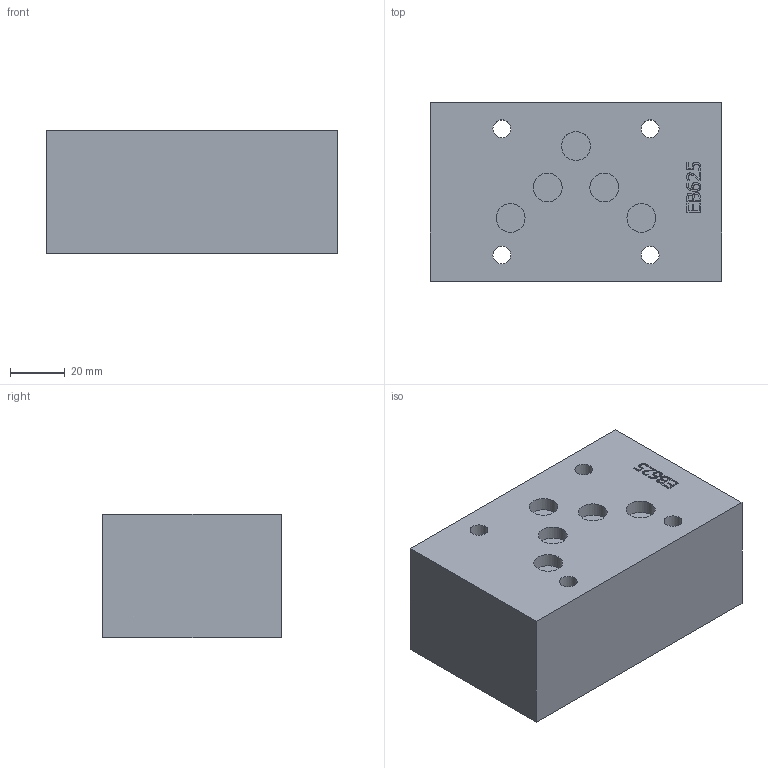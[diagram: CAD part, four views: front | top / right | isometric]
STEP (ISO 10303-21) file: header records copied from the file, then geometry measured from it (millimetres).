
FILE_DESCRIPTION(/* description */ (''),/* implementation_level */ '2;1');
FILE_NAME(/* name */ 'eb625.stp',/* time_stamp */ '2016-05-10T15:37:05+02:00',/* author */ ('Lemoine2'),/* organization */ (''),/* preprocessor_version */ 'ST-DEVELOPER v16.1',/* originating_system */ 'Autodesk Inventor 2016',/* authorisation */ '');
FILE_SCHEMA (('AUTOMOTIVE_DESIGN { 1 0 10303 214 3 1 1 }'));
Length unit declared in the file: millimetre
Products named in the file (1): eb625
Bounding box: 106 x 65 x 45 mm (x, y, z)
Volume: 298047.5 mm3; surface area: 35204.4 mm2
Topology: 1 solids, 1 shells, 160 faces, 397 edges, 266 vertices
Faces by surface type: plane 70, bspline 57, cylinder 28, cone 5
Full cylindrical faces by diameter (mm): 4 x1, 4.2 x4, 5 x4, 6.5 x4, 10.5 x10, 15.8 x5
Entity records: 4871 total; most frequent: CARTESIAN_POINT 1504, ORIENTED_EDGE 700, DIRECTION 500, EDGE_CURVE 350, VERTEX_POINT 252, EDGE_LOOP 228, LINE 180, VECTOR 180
